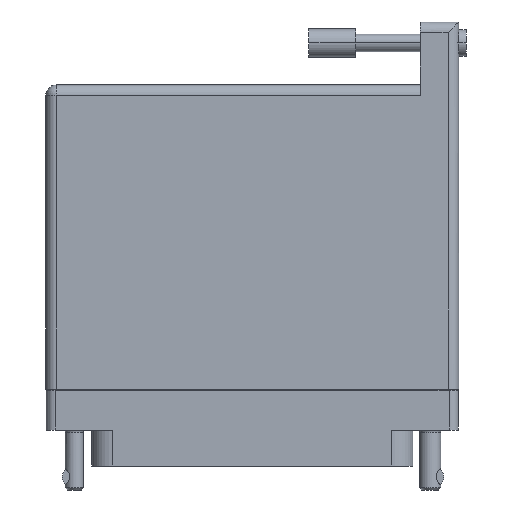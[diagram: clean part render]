
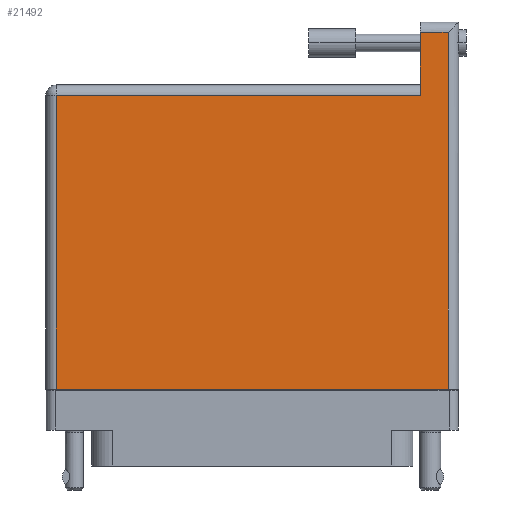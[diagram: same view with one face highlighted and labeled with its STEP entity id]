
A CAD part, front view. The second image highlights one B-rep face of the part: STEP entity #21492.
In plain terms, the highlighted face is planar.
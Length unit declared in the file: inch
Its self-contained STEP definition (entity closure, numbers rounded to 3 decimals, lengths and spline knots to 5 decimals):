
#1004 = VECTOR ( 'NONE', #4156, 39.37008 ) ;
#1987 = EDGE_CURVE ( 'NONE', #52091, #74762, #88899, .T. ) ;
#3793 = CARTESIAN_POINT ( 'NONE',  ( 1.1215, 2.28, 0.765 ) ) ;
#4156 = DIRECTION ( 'NONE',  ( 1., 0., 0. ) ) ;
#7645 = FACE_OUTER_BOUND ( 'NONE', #14598, .T. ) ;
#8277 = VERTEX_POINT ( 'NONE', #26134 ) ;
#9934 = CARTESIAN_POINT ( 'NONE',  ( -1.3775, 2.28, 0.765 ) ) ;
#10078 = CARTESIAN_POINT ( 'NONE',  ( 1.1215, 2.35, 0.765 ) ) ;
#14598 = EDGE_LOOP ( 'NONE', ( #15343, #19855, #70811, #32210, #82089, #76937 ) ) ;
#15343 = ORIENTED_EDGE ( 'NONE', *, *, #44497, .T. ) ;
#19855 = ORIENTED_EDGE ( 'NONE', *, *, #1987, .T. ) ;
#21492 = ADVANCED_FACE ( 'NONE', ( #7645 ), #61312, .F. ) ;
#23227 = EDGE_CURVE ( 'NONE', #8277, #67984, #33577, .T. ) ;
#24393 = DIRECTION ( 'NONE',  ( 0., -1., 0. ) ) ;
#25733 = DIRECTION ( 'NONE',  ( 0., -1., 0. ) ) ;
#26134 = CARTESIAN_POINT ( 'NONE',  ( -1.3075, -0.1, 0.765 ) ) ;
#29739 = VECTOR ( 'NONE', #54948, 39.37008 ) ;
#32210 = ORIENTED_EDGE ( 'NONE', *, *, #23227, .T. ) ;
#32734 = VECTOR ( 'NONE', #83817, 39.37008 ) ;
#33507 = CARTESIAN_POINT ( 'NONE',  ( -1.3775, 1.86, 0.765 ) ) ;
#33577 = LINE ( 'NONE', #64615, #1004 ) ;
#44497 = EDGE_CURVE ( 'NONE', #45953, #52091, #62021, .T. ) ;
#45953 = VERTEX_POINT ( 'NONE', #3793 ) ;
#49028 = LINE ( 'NONE', #62151, #32734 ) ;
#49229 = CARTESIAN_POINT ( 'NONE',  ( -1.3075, 1.86, 0.765 ) ) ;
#52091 = VERTEX_POINT ( 'NONE', #87827 ) ;
#54948 = DIRECTION ( 'NONE',  ( -1., 0., 0. ) ) ;
#57061 = VECTOR ( 'NONE', #24393, 39.37008 ) ;
#61312 = PLANE ( 'NONE',  #95759 ) ;
#62017 = DIRECTION ( 'NONE',  ( -1., 0., 0. ) ) ;
#62021 = LINE ( 'NONE', #10078, #90985 ) ;
#62151 = CARTESIAN_POINT ( 'NONE',  ( 1.3075, 2.35, 0.765 ) ) ;
#63473 = VECTOR ( 'NONE', #62017, 39.37008 ) ;
#64615 = CARTESIAN_POINT ( 'NONE',  ( -1.3775, -0.1, 0.765 ) ) ;
#66045 = CARTESIAN_POINT ( 'NONE',  ( 1.3075, 2.28, 0.765 ) ) ;
#66304 = EDGE_CURVE ( 'NONE', #74762, #8277, #94202, .T. ) ;
#67813 = CARTESIAN_POINT ( 'NONE',  ( -1.3775, 1.93, 0.765 ) ) ;
#67984 = VERTEX_POINT ( 'NONE', #68345 ) ;
#68345 = CARTESIAN_POINT ( 'NONE',  ( 1.3075, -0.1, 0.765 ) ) ;
#70811 = ORIENTED_EDGE ( 'NONE', *, *, #66304, .T. ) ;
#73483 = EDGE_CURVE ( 'NONE', #67984, #78302, #49028, .T. ) ;
#74762 = VERTEX_POINT ( 'NONE', #49229 ) ;
#75326 = DIRECTION ( 'NONE',  ( -1., 0., 0. ) ) ;
#75634 = DIRECTION ( 'NONE',  ( 0., 0., -1. ) ) ;
#76937 = ORIENTED_EDGE ( 'NONE', *, *, #87723, .T. ) ;
#77036 = CARTESIAN_POINT ( 'NONE',  ( -1.3075, -0.1, 0.765 ) ) ;
#78302 = VERTEX_POINT ( 'NONE', #66045 ) ;
#82089 = ORIENTED_EDGE ( 'NONE', *, *, #73483, .T. ) ;
#83136 = LINE ( 'NONE', #9934, #63473 ) ;
#83817 = DIRECTION ( 'NONE',  ( 0., 1., 0. ) ) ;
#87723 = EDGE_CURVE ( 'NONE', #78302, #45953, #83136, .T. ) ;
#87827 = CARTESIAN_POINT ( 'NONE',  ( 1.1215, 1.86, 0.765 ) ) ;
#88899 = LINE ( 'NONE', #33507, #29739 ) ;
#90985 = VECTOR ( 'NONE', #25733, 39.37008 ) ;
#94202 = LINE ( 'NONE', #77036, #57061 ) ;
#95759 = AXIS2_PLACEMENT_3D ( 'NONE', #67813, #75634, #75326 ) ;
